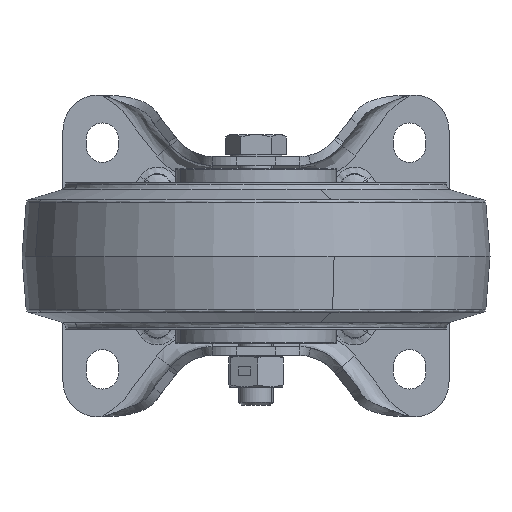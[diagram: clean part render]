
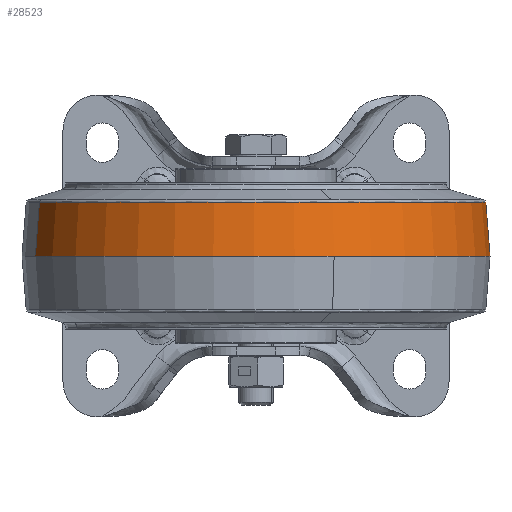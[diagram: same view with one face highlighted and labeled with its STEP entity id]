
A CAD part, front view. The second image highlights one B-rep face of the part: STEP entity #28523.
In plain terms, the highlighted conical face has half-angle 4.514 degrees and reference radius 80 mm.
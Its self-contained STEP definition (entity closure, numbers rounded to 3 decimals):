
#712 = EDGE_CURVE ( 'NONE', #33944, #34856, #13312, .T. ) ;
#1671 = EDGE_CURVE ( 'NONE', #13822, #15099, #13454, .T. ) ;
#3569 = AXIS2_PLACEMENT_3D ( 'NONE', #8213, #34850, #20108 ) ;
#4860 = DIRECTION ( 'NONE',  ( 0.943, 0.334, 0. ) ) ;
#4864 = EDGE_CURVE ( 'NONE', #15099, #34856, #15483, .T. ) ;
#5304 = CARTESIAN_POINT ( 'NONE',  ( 75.415, -83.306, 0. ) ) ;
#8213 = CARTESIAN_POINT ( 'NONE',  ( 0., -110., 0. ) ) ;
#8450 = CIRCLE ( 'NONE', #30177, 78.554 ) ;
#9475 = CARTESIAN_POINT ( 'NONE',  ( -75.415, -136.694, 0. ) ) ;
#10772 = CARTESIAN_POINT ( 'NONE',  ( 74.052, -83.788, 18.315 ) ) ;
#11095 = CARTESIAN_POINT ( 'NONE',  ( 26.694, -185.415, 0. ) ) ;
#11164 = EDGE_CURVE ( 'NONE', #33558, #13822, #11302, .T. ) ;
#11302 = LINE ( 'NONE', #5304, #23285 ) ;
#11683 = DIRECTION ( 'NONE',  ( -0.943, -0.334, 0. ) ) ;
#13206 = CARTESIAN_POINT ( 'NONE',  ( 0., -110., 18.315 ) ) ;
#13312 = LINE ( 'NONE', #16435, #21498 ) ;
#13454 = CIRCLE ( 'NONE', #35193, 80. ) ;
#13822 = VERTEX_POINT ( 'NONE', #26677 ) ;
#14051 = FACE_OUTER_BOUND ( 'NONE', #29668, .T. ) ;
#14434 = DIRECTION ( 'NONE',  ( 0.074, 0.026, -0.997 ) ) ;
#15099 = VERTEX_POINT ( 'NONE', #11095 ) ;
#15483 = CIRCLE ( 'NONE', #18621, 80. ) ;
#15532 = DIRECTION ( 'NONE',  ( -0.943, -0.334, 0. ) ) ;
#16435 = CARTESIAN_POINT ( 'NONE',  ( -75.415, -136.694, 0. ) ) ;
#18621 = AXIS2_PLACEMENT_3D ( 'NONE', #23939, #38292, #11683 ) ;
#20108 = DIRECTION ( 'NONE',  ( 0.943, 0.334, 0. ) ) ;
#21498 = VECTOR ( 'NONE', #28286, 1000. ) ;
#21780 = DIRECTION ( 'NONE',  ( 0., 0., 1. ) ) ;
#23285 = VECTOR ( 'NONE', #14434, 1000. ) ;
#23528 = ORIENTED_EDGE ( 'NONE', *, *, #11164, .F. ) ;
#23939 = CARTESIAN_POINT ( 'NONE',  ( 0., -110., 0. ) ) ;
#25134 = ORIENTED_EDGE ( 'NONE', *, *, #27453, .F. ) ;
#26677 = CARTESIAN_POINT ( 'NONE',  ( 75.415, -83.306, 0. ) ) ;
#27453 = EDGE_CURVE ( 'NONE', #33944, #33558, #8450, .T. ) ;
#28286 = DIRECTION ( 'NONE',  ( -0.074, -0.026, -0.997 ) ) ;
#28523 = ADVANCED_FACE ( 'NONE', ( #14051 ), #35202, .T. ) ;
#29668 = EDGE_LOOP ( 'NONE', ( #25134, #33796, #36195, #36800, #23528 ) ) ;
#30177 = AXIS2_PLACEMENT_3D ( 'NONE', #13206, #21780, #4860 ) ;
#30688 = DIRECTION ( 'NONE',  ( 0., 0., -1. ) ) ;
#33558 = VERTEX_POINT ( 'NONE', #10772 ) ;
#33796 = ORIENTED_EDGE ( 'NONE', *, *, #712, .T. ) ;
#33944 = VERTEX_POINT ( 'NONE', #36117 ) ;
#34850 = DIRECTION ( 'NONE',  ( 0., 0., -1. ) ) ;
#34856 = VERTEX_POINT ( 'NONE', #9475 ) ;
#35193 = AXIS2_PLACEMENT_3D ( 'NONE', #37068, #30688, #15532 ) ;
#35202 = CONICAL_SURFACE ( 'NONE', #3569, 80., 0.079 ) ;
#36117 = CARTESIAN_POINT ( 'NONE',  ( -74.052, -136.212, 18.315 ) ) ;
#36195 = ORIENTED_EDGE ( 'NONE', *, *, #4864, .F. ) ;
#36800 = ORIENTED_EDGE ( 'NONE', *, *, #1671, .F. ) ;
#37068 = CARTESIAN_POINT ( 'NONE',  ( 0., -110., 0. ) ) ;
#38292 = DIRECTION ( 'NONE',  ( 0., 0., -1. ) ) ;
